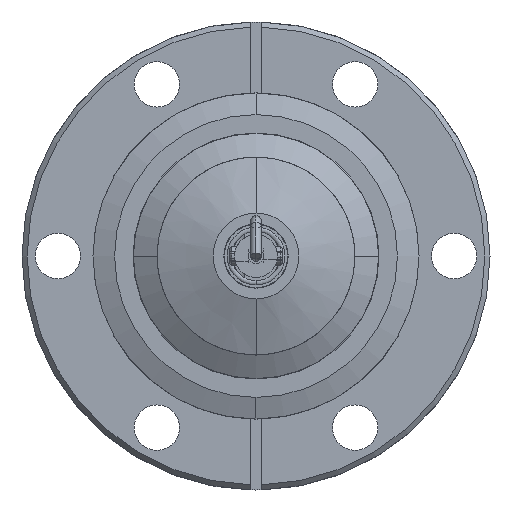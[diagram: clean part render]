
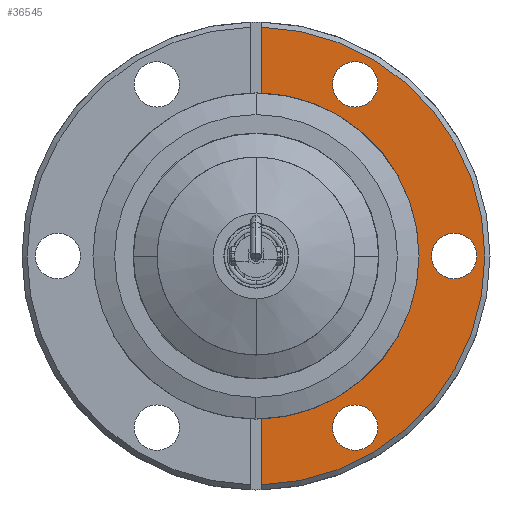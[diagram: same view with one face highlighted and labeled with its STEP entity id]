
A CAD part, front view. The second image highlights one B-rep face of the part: STEP entity #36545.
In plain terms, the highlighted planar face has unit normal (0, -1, 0).
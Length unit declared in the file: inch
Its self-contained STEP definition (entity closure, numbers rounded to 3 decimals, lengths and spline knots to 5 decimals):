
#154 = DIRECTION ( 'NONE',  ( 0., -1., 0. ) ) ;
#477 = DIRECTION ( 'NONE',  ( -1., 0., 0. ) ) ;
#668 = FACE_BOUND ( 'NONE', #24291, .T. ) ;
#676 = FACE_BOUND ( 'NONE', #24134, .T. ) ;
#678 = FACE_BOUND ( 'NONE', #24316, .T. ) ;
#680 = FACE_OUTER_BOUND ( 'NONE', #27835, .T. ) ;
#1167 = VERTEX_POINT ( 'NONE', #34244 ) ;
#1182 = VERTEX_POINT ( 'NONE', #33368 ) ;
#1193 = VERTEX_POINT ( 'NONE', #34166 ) ;
#1198 = VERTEX_POINT ( 'NONE', #33503 ) ;
#1356 = VERTEX_POINT ( 'NONE', #33497 ) ;
#1384 = VERTEX_POINT ( 'NONE', #33344 ) ;
#1466 = VERTEX_POINT ( 'NONE', #34131 ) ;
#1665 = VERTEX_POINT ( 'NONE', #33127 ) ;
#1777 = VERTEX_POINT ( 'NONE', #20139 ) ;
#1800 = VERTEX_POINT ( 'NONE', #20041 ) ;
#3947 = CARTESIAN_POINT ( 'NONE',  ( 0., 0., -1.365 ) ) ;
#3949 = PLANE ( 'NONE',  #7596 ) ;
#3972 = DIRECTION ( 'NONE',  ( 0., 1., 0. ) ) ;
#3974 = DIRECTION ( 'NONE',  ( 0., 0., -1. ) ) ;
#5019 = DIRECTION ( 'NONE',  ( 0., 0., 1. ) ) ;
#5183 = CARTESIAN_POINT ( 'NONE',  ( 0., 0., 0. ) ) ;
#5249 = DIRECTION ( 'NONE',  ( 0., -1., 0. ) ) ;
#7324 = DIRECTION ( 'NONE',  ( 0., -1., 0. ) ) ;
#7325 = DIRECTION ( 'NONE',  ( 0., 0., 1. ) ) ;
#7326 = CARTESIAN_POINT ( 'NONE',  ( 1.156, 0., 0. ) ) ;
#7327 = CARTESIAN_POINT ( 'NONE',  ( 0.578, 0., 1.00113 ) ) ;
#7328 = DIRECTION ( 'NONE',  ( -1., 0., 0. ) ) ;
#7329 = DIRECTION ( 'NONE',  ( 0., -1., 0. ) ) ;
#7330 = CARTESIAN_POINT ( 'NONE',  ( 0.578, 0., -1.00113 ) ) ;
#7332 = DIRECTION ( 'NONE',  ( 0., -1., 0. ) ) ;
#7335 = CARTESIAN_POINT ( 'NONE',  ( 0.03, 0., -1.38335 ) ) ;
#7339 = DIRECTION ( 'NONE',  ( 0., 0., -1. ) ) ;
#7596 = AXIS2_PLACEMENT_3D ( 'NONE', #3947, #3972, #3974 ) ;
#12678 = LINE ( 'NONE', #7335, #12683 ) ;
#12680 = CIRCLE ( 'NONE', #16378, 1.335 ) ;
#12683 = VECTOR ( 'NONE', #7325, 39.37008 ) ;
#12684 = LINE ( 'NONE', #17285, #12685 ) ;
#12685 = VECTOR ( 'NONE', #17284, 39.37008 ) ;
#12686 = CIRCLE ( 'NONE', #16384, 0.1325 ) ;
#12687 = CIRCLE ( 'NONE', #16383, 0.1325 ) ;
#12690 = CIRCLE ( 'NONE', #16386, 0.1325 ) ;
#16207 = AXIS2_PLACEMENT_3D ( 'NONE', #38967, #38983, #38650 ) ;
#16227 = AXIS2_PLACEMENT_3D ( 'NONE', #39068, #39078, #38807 ) ;
#16237 = AXIS2_PLACEMENT_3D ( 'NONE', #38742, #38849, #38815 ) ;
#16241 = AXIS2_PLACEMENT_3D ( 'NONE', #5183, #5249, #5019 ) ;
#16378 = AXIS2_PLACEMENT_3D ( 'NONE', #18087, #7332, #7339 ) ;
#16383 = AXIS2_PLACEMENT_3D ( 'NONE', #7330, #7329, #17283 ) ;
#16384 = AXIS2_PLACEMENT_3D ( 'NONE', #7327, #7324, #7328 ) ;
#16386 = AXIS2_PLACEMENT_3D ( 'NONE', #7326, #154, #477 ) ;
#17283 = DIRECTION ( 'NONE',  ( -1., 0., 0. ) ) ;
#17284 = DIRECTION ( 'NONE',  ( 0., 0., 1. ) ) ;
#17285 = CARTESIAN_POINT ( 'NONE',  ( 0.03, 0., 1.38335 ) ) ;
#18087 = CARTESIAN_POINT ( 'NONE',  ( 0., 0., 0. ) ) ;
#18282 = EDGE_CURVE ( 'NONE', #1198, #1356, #27255, .T. ) ;
#18351 = EDGE_CURVE ( 'NONE', #1167, #1800, #27314, .T. ) ;
#18361 = EDGE_CURVE ( 'NONE', #1384, #1193, #27325, .T. ) ;
#18371 = EDGE_CURVE ( 'NONE', #1466, #1777, #27332, .T. ) ;
#20041 = CARTESIAN_POINT ( 'NONE',  ( 1.0235, 0., 0. ) ) ;
#20139 = CARTESIAN_POINT ( 'NONE',  ( 0.03, 0., 0.95053 ) ) ;
#24134 = EDGE_LOOP ( 'NONE', ( #29509, #29515 ) ) ;
#24291 = EDGE_LOOP ( 'NONE', ( #29414, #29435 ) ) ;
#24316 = EDGE_LOOP ( 'NONE', ( #29412, #29510 ) ) ;
#25911 = EDGE_CURVE ( 'NONE', #1182, #1665, #12680, .T. ) ;
#25914 = EDGE_CURVE ( 'NONE', #1182, #1466, #12678, .T. ) ;
#25915 = EDGE_CURVE ( 'NONE', #1193, #1384, #12686, .T. ) ;
#25916 = EDGE_CURVE ( 'NONE', #1356, #1198, #12687, .T. ) ;
#25917 = EDGE_CURVE ( 'NONE', #1777, #1665, #12684, .T. ) ;
#25918 = EDGE_CURVE ( 'NONE', #1800, #1167, #12690, .T. ) ;
#27255 = CIRCLE ( 'NONE', #16207, 0.1325 ) ;
#27314 = CIRCLE ( 'NONE', #16227, 0.1325 ) ;
#27325 = CIRCLE ( 'NONE', #16237, 0.1325 ) ;
#27332 = CIRCLE ( 'NONE', #16241, 0.951 ) ;
#27835 = EDGE_LOOP ( 'NONE', ( #29519, #29447, #29410, #29409 ) ) ;
#29409 = ORIENTED_EDGE ( 'NONE', *, *, #25914, .F. ) ;
#29410 = ORIENTED_EDGE ( 'NONE', *, *, #18371, .F. ) ;
#29412 = ORIENTED_EDGE ( 'NONE', *, *, #25918, .F. ) ;
#29414 = ORIENTED_EDGE ( 'NONE', *, *, #25915, .F. ) ;
#29435 = ORIENTED_EDGE ( 'NONE', *, *, #18361, .F. ) ;
#29447 = ORIENTED_EDGE ( 'NONE', *, *, #25917, .F. ) ;
#29509 = ORIENTED_EDGE ( 'NONE', *, *, #25916, .F. ) ;
#29510 = ORIENTED_EDGE ( 'NONE', *, *, #18351, .F. ) ;
#29515 = ORIENTED_EDGE ( 'NONE', *, *, #18282, .F. ) ;
#29519 = ORIENTED_EDGE ( 'NONE', *, *, #25911, .T. ) ;
#33127 = CARTESIAN_POINT ( 'NONE',  ( 0.03, 0., 1.33466 ) ) ;
#33344 = CARTESIAN_POINT ( 'NONE',  ( 0.7105, 0., 1.00113 ) ) ;
#33368 = CARTESIAN_POINT ( 'NONE',  ( 0.03, 0., -1.33466 ) ) ;
#33497 = CARTESIAN_POINT ( 'NONE',  ( 0.4455, 0., -1.00113 ) ) ;
#33503 = CARTESIAN_POINT ( 'NONE',  ( 0.7105, 0., -1.00113 ) ) ;
#34131 = CARTESIAN_POINT ( 'NONE',  ( 0.03, 0., -0.95053 ) ) ;
#34166 = CARTESIAN_POINT ( 'NONE',  ( 0.4455, 0., 1.00113 ) ) ;
#34244 = CARTESIAN_POINT ( 'NONE',  ( 1.2885, 0., 0. ) ) ;
#36545 = ADVANCED_FACE ( 'NONE', ( #668, #676, #678, #680 ), #3949, .F. ) ;
#38650 = DIRECTION ( 'NONE',  ( -1., 0., 0. ) ) ;
#38742 = CARTESIAN_POINT ( 'NONE',  ( 0.578, 0., 1.00113 ) ) ;
#38807 = DIRECTION ( 'NONE',  ( -1., 0., 0. ) ) ;
#38815 = DIRECTION ( 'NONE',  ( -1., 0., 0. ) ) ;
#38849 = DIRECTION ( 'NONE',  ( 0., -1., 0. ) ) ;
#38967 = CARTESIAN_POINT ( 'NONE',  ( 0.578, 0., -1.00113 ) ) ;
#38983 = DIRECTION ( 'NONE',  ( 0., -1., 0. ) ) ;
#39068 = CARTESIAN_POINT ( 'NONE',  ( 1.156, 0., 0. ) ) ;
#39078 = DIRECTION ( 'NONE',  ( 0., -1., 0. ) ) ;
